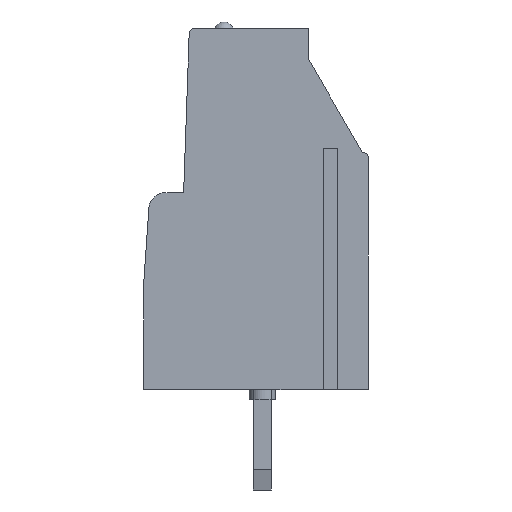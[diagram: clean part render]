
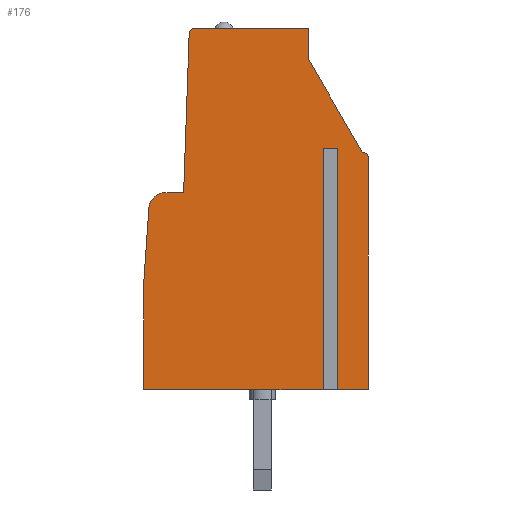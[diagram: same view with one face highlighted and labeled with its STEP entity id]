
A CAD part, left-side view. The second image highlights one B-rep face of the part: STEP entity #176.
In plain terms, the highlighted planar face has unit normal (-1, 0, 0).
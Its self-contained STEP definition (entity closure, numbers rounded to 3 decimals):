
#176=ADVANCED_FACE('',(#437),#438,.F.);
#437=FACE_OUTER_BOUND('',#790,.T.);
#438=PLANE('',#791);
#790=EDGE_LOOP('',(#1246,#1247,#1248,#1249,#1250,#1251,#1252,#1253,#1254,#1255,#1256,#1257,#1258,#1259,#1260,#1261));
#791=AXIS2_PLACEMENT_3D('',#1262,#1263,#1264);
#1246=ORIENTED_EDGE('',*,*,#2164,.T.);
#1247=ORIENTED_EDGE('',*,*,#2166,.F.);
#1248=ORIENTED_EDGE('',*,*,#2167,.T.);
#1249=ORIENTED_EDGE('',*,*,#2168,.T.);
#1250=ORIENTED_EDGE('',*,*,#2133,.F.);
#1251=ORIENTED_EDGE('',*,*,#2123,.F.);
#1252=ORIENTED_EDGE('',*,*,#2169,.T.);
#1253=ORIENTED_EDGE('',*,*,#2098,.F.);
#1254=ORIENTED_EDGE('',*,*,#2170,.F.);
#1255=ORIENTED_EDGE('',*,*,#2116,.F.);
#1256=ORIENTED_EDGE('',*,*,#2171,.T.);
#1257=ORIENTED_EDGE('',*,*,#2172,.T.);
#1258=ORIENTED_EDGE('',*,*,#2173,.T.);
#1259=ORIENTED_EDGE('',*,*,#2174,.T.);
#1260=ORIENTED_EDGE('',*,*,#2175,.T.);
#1261=ORIENTED_EDGE('',*,*,#2160,.T.);
#1262=CARTESIAN_POINT('',(0.57,45.497,-75.486));
#1263=DIRECTION('',(1.0,0.0,0.));
#1264=DIRECTION('',(0.,1.0,0.));
#2098=EDGE_CURVE('',#2500,#2502,#2503,.T.);
#2116=EDGE_CURVE('',#2533,#2535,#2536,.T.);
#2123=EDGE_CURVE('',#2546,#2513,#2548,.T.);
#2133=EDGE_CURVE('',#2513,#2566,#2567,.T.);
#2160=EDGE_CURVE('',#2615,#2613,#2616,.T.);
#2164=EDGE_CURVE('',#2613,#2619,#2621,.T.);
#2166=EDGE_CURVE('',#2623,#2619,#2624,.T.);
#2167=EDGE_CURVE('',#2623,#2625,#2626,.T.);
#2168=EDGE_CURVE('',#2625,#2566,#2627,.T.);
#2169=EDGE_CURVE('',#2546,#2502,#2628,.T.);
#2170=EDGE_CURVE('',#2535,#2500,#2629,.T.);
#2171=EDGE_CURVE('',#2533,#2630,#2631,.T.);
#2172=EDGE_CURVE('',#2630,#2632,#2633,.T.);
#2173=EDGE_CURVE('',#2632,#2634,#2635,.T.);
#2174=EDGE_CURVE('',#2634,#2636,#2637,.T.);
#2175=EDGE_CURVE('',#2636,#2615,#2638,.T.);
#2500=VERTEX_POINT('',#3078);
#2502=VERTEX_POINT('',#3081);
#2503=LINE('',#3082,#3083);
#2513=VERTEX_POINT('',#3097);
#2533=VERTEX_POINT('',#3127);
#2535=VERTEX_POINT('',#3130);
#2536=LINE('',#3131,#3132);
#2546=VERTEX_POINT('',#3147);
#2548=LINE('',#3150,#3151);
#2566=VERTEX_POINT('',#3177);
#2567=LINE('',#3178,#3179);
#2613=VERTEX_POINT('',#3241);
#2615=VERTEX_POINT('',#3244);
#2616=CIRCLE('',#3245,0.3);
#2619=VERTEX_POINT('',#3249);
#2621=LINE('',#3252,#3253);
#2623=VERTEX_POINT('',#3255);
#2624=LINE('',#3256,#3257);
#2625=VERTEX_POINT('',#3258);
#2626=CIRCLE('',#3259,0.8);
#2627=LINE('',#3260,#3261);
#2628=LINE('',#3262,#3263);
#2629=LINE('',#3264,#3265);
#2630=VERTEX_POINT('',#3266);
#2631=LINE('',#3267,#3268);
#2632=VERTEX_POINT('',#3269);
#2633=CIRCLE('',#3270,0.3);
#2634=VERTEX_POINT('',#3271);
#2635=LINE('',#3272,#3273);
#2636=VERTEX_POINT('',#3274);
#2637=LINE('',#3275,#3276);
#2638=LINE('',#3277,#3278);
#3078=CARTESIAN_POINT('',(0.57,1.693,12.0));
#3081=CARTESIAN_POINT('',(0.57,2.107,12.0));
#3082=CARTESIAN_POINT('',(0.57,1.693,12.0));
#3083=VECTOR('',#3849,1.0);
#3097=CARTESIAN_POINT('',(0.57,11.2,0.0));
#3127=CARTESIAN_POINT('',(0.57,0.0,0.0));
#3130=CARTESIAN_POINT('',(0.57,1.693,0.0));
#3131=CARTESIAN_POINT('',(0.57,0.0,0.0));
#3132=VECTOR('',#3865,1.0);
#3147=CARTESIAN_POINT('',(0.57,2.107,0.0));
#3150=CARTESIAN_POINT('',(0.57,2.107,0.0));
#3151=VECTOR('',#3872,1.0);
#3177=CARTESIAN_POINT('',(0.57,11.2,5.17));
#3178=CARTESIAN_POINT('',(0.57,11.2,0.0));
#3179=VECTOR('',#3881,1.0);
#3241=CARTESIAN_POINT('',(0.57,8.927,17.71));
#3244=CARTESIAN_POINT('',(0.57,8.627,18.0));
#3245=AXIS2_PLACEMENT_3D('',#3920,#3921,#3922);
#3249=CARTESIAN_POINT('',(0.57,9.203,9.8));
#3252=CARTESIAN_POINT('',(0.57,8.927,17.71));
#3253=VECTOR('',#3925,1.0);
#3255=CARTESIAN_POINT('',(0.57,10.133,9.8));
#3256=CARTESIAN_POINT('',(0.57,10.133,9.8));
#3257=VECTOR('',#3926,1.0);
#3258=CARTESIAN_POINT('',(0.57,10.931,9.055));
#3259=AXIS2_PLACEMENT_3D('',#3927,#3928,#3929);
#3260=CARTESIAN_POINT('',(0.57,10.931,9.055));
#3261=VECTOR('',#3930,1.0);
#3262=CARTESIAN_POINT('',(0.57,2.107,0.0));
#3263=VECTOR('',#3931,1.0);
#3264=CARTESIAN_POINT('',(0.57,1.693,0.0));
#3265=VECTOR('',#3932,1.0);
#3266=CARTESIAN_POINT('',(0.57,0.0,11.5));
#3267=CARTESIAN_POINT('',(0.57,0.0,0.0));
#3268=VECTOR('',#3933,1.0);
#3269=CARTESIAN_POINT('',(0.57,0.3,11.8));
#3270=AXIS2_PLACEMENT_3D('',#3934,#3935,#3936);
#3271=CARTESIAN_POINT('',(0.57,3.0,16.477));
#3272=CARTESIAN_POINT('',(0.57,0.3,11.8));
#3273=VECTOR('',#3937,1.0);
#3274=CARTESIAN_POINT('',(0.57,3.0,18.0));
#3275=CARTESIAN_POINT('',(0.57,3.0,16.477));
#3276=VECTOR('',#3938,1.0);
#3277=CARTESIAN_POINT('',(0.57,3.0,18.0));
#3278=VECTOR('',#3939,1.0);
#3849=DIRECTION('',(0.,1.0,0.));
#3865=DIRECTION('',(0.,1.0,0.));
#3872=DIRECTION('',(0.,1.0,0.));
#3881=DIRECTION('',(0.,0.,1.0));
#3920=CARTESIAN_POINT('',(0.57,8.627,17.7));
#3921=DIRECTION('',(-1.0,0.,0.));
#3922=DIRECTION('',(0.,0.,1.0));
#3925=DIRECTION('',(0.,0.035,-0.999));
#3926=DIRECTION('',(0.,-1.0,0.));
#3927=CARTESIAN_POINT('',(0.57,10.133,9.0));
#3928=DIRECTION('',(-1.0,0.,0.));
#3929=DIRECTION('',(0.,0.,1.0));
#3930=DIRECTION('',(0.,0.069,-0.998));
#3931=DIRECTION('',(0.,0.,1.0));
#3932=DIRECTION('',(0.,0.,1.0));
#3933=DIRECTION('',(0.,0.,1.0));
#3934=CARTESIAN_POINT('',(0.57,0.3,11.5));
#3935=DIRECTION('',(-1.0,0.,0.));
#3936=DIRECTION('',(0.,-1.0,0.));
#3937=DIRECTION('',(0.,0.5,0.866));
#3938=DIRECTION('',(0.,0.,1.0));
#3939=DIRECTION('',(0.,1.0,0.));
